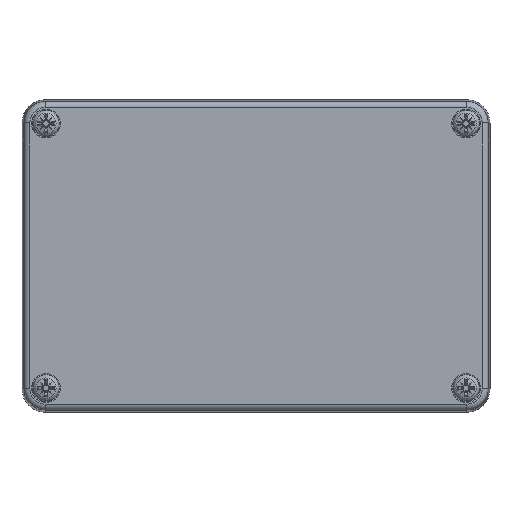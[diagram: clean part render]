
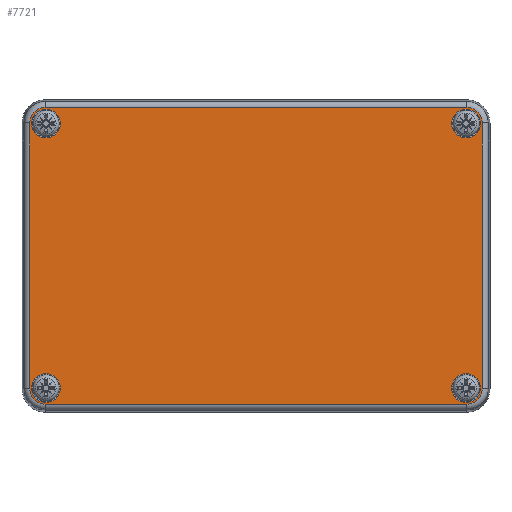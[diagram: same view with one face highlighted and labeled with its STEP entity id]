
A CAD part, top view. The second image highlights one B-rep face of the part: STEP entity #7721.
In plain terms, the highlighted face is planar.
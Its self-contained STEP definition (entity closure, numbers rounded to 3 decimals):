
#7300=CARTESIAN_POINT('',(-54.15,-38.152,-30.0));
#7301=VERTEX_POINT('',#7300);
#7309=CARTESIAN_POINT('',(54.15,-38.152,-30.0));
#7310=VERTEX_POINT('',#7309);
#7311=CARTESIAN_POINT('',(-54.15,-38.152,-30.0));
#7312=DIRECTION('',(1.0,0.0,0.0));
#7313=VECTOR('',#7312,108.3);
#7314=LINE('',#7311,#7313);
#7315=EDGE_CURVE('',#7301,#7310,#7314,.T.);
#7342=CARTESIAN_POINT('',(-58.152,-34.15,-30.0));
#7343=VERTEX_POINT('',#7342);
#7351=CARTESIAN_POINT('',(-54.15,-34.15,-30.0));
#7352=DIRECTION('',(0.0,0.0,1.0));
#7353=DIRECTION('',(-0.707,-0.707,0.0));
#7354=AXIS2_PLACEMENT_3D('',#7351,#7352,#7353);
#7355=CIRCLE('',#7354,4.002);
#7356=EDGE_CURVE('',#7343,#7301,#7355,.T.);
#7374=CARTESIAN_POINT('',(58.152,-34.15,-30.0));
#7375=VERTEX_POINT('',#7374);
#7393=CARTESIAN_POINT('',(54.15,-34.15,-30.0));
#7394=DIRECTION('',(0.0,0.0,1.0));
#7395=DIRECTION('',(0.707,-0.707,0.0));
#7396=AXIS2_PLACEMENT_3D('',#7393,#7394,#7395);
#7397=CIRCLE('',#7396,4.002);
#7398=EDGE_CURVE('',#7310,#7375,#7397,.T.);
#7410=CARTESIAN_POINT('',(-58.152,34.15,-30.0));
#7411=VERTEX_POINT('',#7410);
#7419=CARTESIAN_POINT('',(-58.152,34.15,-30.0));
#7420=DIRECTION('',(0.0,-1.0,0.0));
#7421=VECTOR('',#7420,68.3);
#7422=LINE('',#7419,#7421);
#7423=EDGE_CURVE('',#7411,#7343,#7422,.T.);
#7440=CARTESIAN_POINT('',(58.152,34.15,-30.0));
#7441=VERTEX_POINT('',#7440);
#7458=CARTESIAN_POINT('',(58.152,-34.15,-30.0));
#7459=DIRECTION('',(0.0,1.0,0.0));
#7460=VECTOR('',#7459,68.3);
#7461=LINE('',#7458,#7460);
#7462=EDGE_CURVE('',#7375,#7441,#7461,.T.);
#7474=CARTESIAN_POINT('',(-54.15,38.152,-30.0));
#7475=VERTEX_POINT('',#7474);
#7483=CARTESIAN_POINT('',(-54.15,34.15,-30.0));
#7484=DIRECTION('',(0.0,0.0,1.0));
#7485=DIRECTION('',(-0.707,0.707,0.0));
#7486=AXIS2_PLACEMENT_3D('',#7483,#7484,#7485);
#7487=CIRCLE('',#7486,4.002);
#7488=EDGE_CURVE('',#7475,#7411,#7487,.T.);
#7506=CARTESIAN_POINT('',(54.15,38.152,-30.0));
#7507=VERTEX_POINT('',#7506);
#7525=CARTESIAN_POINT('',(54.15,34.15,-30.0));
#7526=DIRECTION('',(0.0,0.0,1.0));
#7527=DIRECTION('',(0.707,0.707,0.0));
#7528=AXIS2_PLACEMENT_3D('',#7525,#7526,#7527);
#7529=CIRCLE('',#7528,4.002);
#7530=EDGE_CURVE('',#7441,#7507,#7529,.T.);
#7548=CARTESIAN_POINT('',(54.15,38.152,-30.0));
#7549=DIRECTION('',(-1.0,0.0,0.0));
#7550=VECTOR('',#7549,108.3);
#7551=LINE('',#7548,#7550);
#7552=EDGE_CURVE('',#7507,#7475,#7551,.T.);
#7662=CARTESIAN_POINT('',(0.,0.,-30.0));
#7663=DIRECTION('',(0.0,0.0,1.0));
#7664=DIRECTION('',(1.0,0.0,0.0));
#7665=AXIS2_PLACEMENT_3D('',#7662,#7663,#7664);
#7666=PLANE('',#7665);
#7667=ORIENTED_EDGE('',*,*,#7315,.F.);
#7668=ORIENTED_EDGE('',*,*,#7356,.F.);
#7669=ORIENTED_EDGE('',*,*,#7423,.F.);
#7670=ORIENTED_EDGE('',*,*,#7488,.F.);
#7671=ORIENTED_EDGE('',*,*,#7552,.F.);
#7672=ORIENTED_EDGE('',*,*,#7530,.F.);
#7673=ORIENTED_EDGE('',*,*,#7462,.F.);
#7674=ORIENTED_EDGE('',*,*,#7398,.F.);
#7675=EDGE_LOOP('',(#7667,#7668,#7669,#7670,#7671,#7672,#7673,#7674));
#7676=FACE_OUTER_BOUND('',#7675,.T.);
#7677=CARTESIAN_POINT('',(-57.7,-34.,-30.0));
#7678=VERTEX_POINT('',#7677);
#7679=CARTESIAN_POINT('',(-54.0,-34.,-30.0));
#7680=DIRECTION('',(0.0,0.0,1.0));
#7681=DIRECTION('',(1.0,0.0,0.0));
#7682=AXIS2_PLACEMENT_3D('',#7679,#7680,#7681);
#7683=CIRCLE('',#7682,3.7);
#7684=EDGE_CURVE('',#7678,#7678,#7683,.T.);
#7685=ORIENTED_EDGE('',*,*,#7684,.T.);
#7686=EDGE_LOOP('',(#7685));
#7687=FACE_BOUND('',#7686,.T.);
#7688=CARTESIAN_POINT('',(-57.7,34.,-30.0));
#7689=VERTEX_POINT('',#7688);
#7690=CARTESIAN_POINT('',(-54.,34.,-30.0));
#7691=DIRECTION('',(0.0,0.0,1.0));
#7692=DIRECTION('',(1.0,0.0,0.0));
#7693=AXIS2_PLACEMENT_3D('',#7690,#7691,#7692);
#7694=CIRCLE('',#7693,3.7);
#7695=EDGE_CURVE('',#7689,#7689,#7694,.T.);
#7696=ORIENTED_EDGE('',*,*,#7695,.T.);
#7697=EDGE_LOOP('',(#7696));
#7698=FACE_BOUND('',#7697,.T.);
#7699=CARTESIAN_POINT('',(50.3,34.,-30.0));
#7700=VERTEX_POINT('',#7699);
#7701=CARTESIAN_POINT('',(54.,34.,-30.0));
#7702=DIRECTION('',(0.0,0.0,1.0));
#7703=DIRECTION('',(1.0,0.0,0.0));
#7704=AXIS2_PLACEMENT_3D('',#7701,#7702,#7703);
#7705=CIRCLE('',#7704,3.7);
#7706=EDGE_CURVE('',#7700,#7700,#7705,.T.);
#7707=ORIENTED_EDGE('',*,*,#7706,.T.);
#7708=EDGE_LOOP('',(#7707));
#7709=FACE_BOUND('',#7708,.T.);
#7710=CARTESIAN_POINT('',(50.3,-34.,-30.0));
#7711=VERTEX_POINT('',#7710);
#7712=CARTESIAN_POINT('',(54.0,-34.,-30.0));
#7713=DIRECTION('',(0.0,0.0,1.0));
#7714=DIRECTION('',(1.0,0.0,0.0));
#7715=AXIS2_PLACEMENT_3D('',#7712,#7713,#7714);
#7716=CIRCLE('',#7715,3.7);
#7717=EDGE_CURVE('',#7711,#7711,#7716,.T.);
#7718=ORIENTED_EDGE('',*,*,#7717,.T.);
#7719=EDGE_LOOP('',(#7718));
#7720=FACE_BOUND('',#7719,.T.);
#7721=ADVANCED_FACE('',(#7676,#7687,#7698,#7709,#7720),#7666,.F.);
